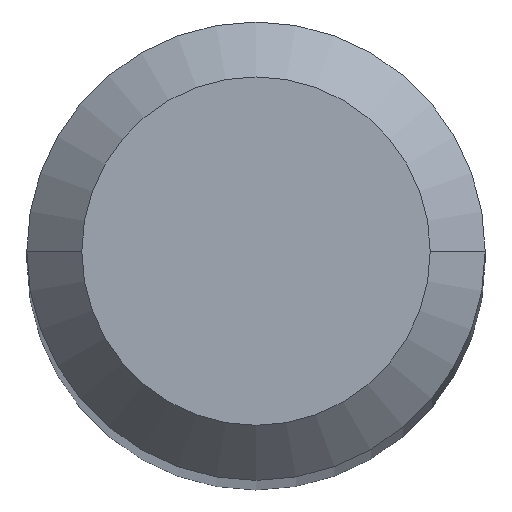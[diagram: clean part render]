
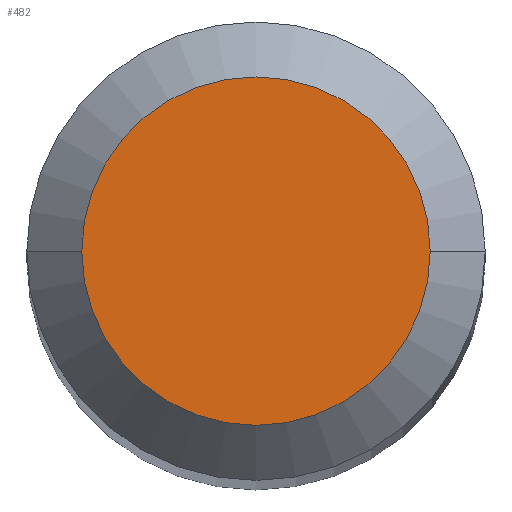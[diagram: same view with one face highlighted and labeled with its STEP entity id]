
A CAD part, top view. The second image highlights one B-rep face of the part: STEP entity #482.
In plain terms, the highlighted planar face has unit normal (0, 0, 1).
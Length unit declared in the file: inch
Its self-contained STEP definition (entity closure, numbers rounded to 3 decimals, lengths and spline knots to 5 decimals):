
#10 = AXIS2_PLACEMENT_3D ( 'NONE', #445, #135, #331 ) ;
#62 = PLANE ( 'NONE',  #244 ) ;
#65 = CARTESIAN_POINT ( 'NONE',  ( 0., 0., 0. ) ) ;
#95 = DIRECTION ( 'NONE',  ( 0., 0., -1. ) ) ;
#133 = EDGE_CURVE ( 'NONE', #230, #394, #389, .T. ) ;
#135 = DIRECTION ( 'NONE',  ( 0., 0., 1. ) ) ;
#140 = CARTESIAN_POINT ( 'NONE',  ( 0.0475, 0., 0. ) ) ;
#142 = FACE_OUTER_BOUND ( 'NONE', #208, .T. ) ;
#143 = DIRECTION ( 'NONE',  ( 1., 0., 0. ) ) ;
#147 = AXIS2_PLACEMENT_3D ( 'NONE', #65, #172, #143 ) ;
#172 = DIRECTION ( 'NONE',  ( 0., 0., 1. ) ) ;
#208 = EDGE_LOOP ( 'NONE', ( #268, #353 ) ) ;
#230 = VERTEX_POINT ( 'NONE', #140 ) ;
#244 = AXIS2_PLACEMENT_3D ( 'NONE', #463, #95, #490 ) ;
#248 = EDGE_CURVE ( 'NONE', #394, #230, #516, .T. ) ;
#268 = ORIENTED_EDGE ( 'NONE', *, *, #248, .T. ) ;
#331 = DIRECTION ( 'NONE',  ( 1., 0., 0. ) ) ;
#353 = ORIENTED_EDGE ( 'NONE', *, *, #133, .T. ) ;
#389 = CIRCLE ( 'NONE', #147, 0.0475 ) ;
#394 = VERTEX_POINT ( 'NONE', #473 ) ;
#445 = CARTESIAN_POINT ( 'NONE',  ( 0., 0., 0. ) ) ;
#463 = CARTESIAN_POINT ( 'NONE',  ( 0., 0.0475, 0. ) ) ;
#473 = CARTESIAN_POINT ( 'NONE',  ( -0.0475, 0., 0. ) ) ;
#482 = ADVANCED_FACE ( 'NONE', ( #142 ), #62, .F. ) ;
#490 = DIRECTION ( 'NONE',  ( -1., 0., 0. ) ) ;
#516 = CIRCLE ( 'NONE', #10, 0.0475 ) ;
